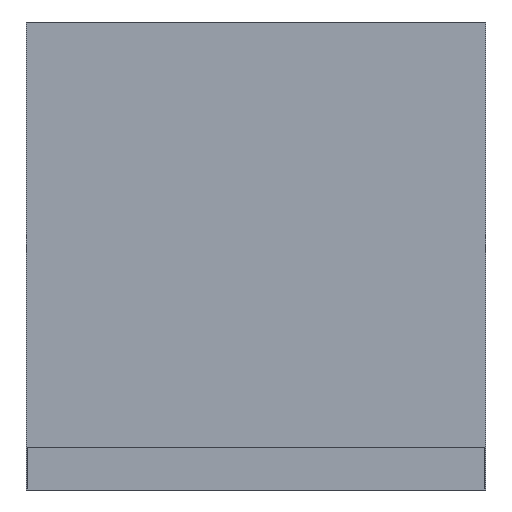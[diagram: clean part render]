
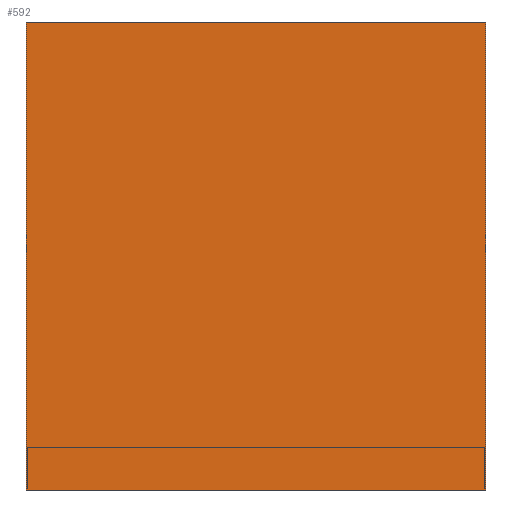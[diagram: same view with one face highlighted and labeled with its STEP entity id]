
A CAD part, left-side view. The second image highlights one B-rep face of the part: STEP entity #592.
In plain terms, the highlighted planar face has unit normal (-1, 0, 0).
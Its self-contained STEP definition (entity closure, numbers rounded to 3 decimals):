
#32 = PLANE ( 'NONE',  #232 ) ;
#70 = LINE ( 'NONE', #569, #791 ) ;
#92 = DIRECTION ( 'NONE',  ( -1., 0., 0. ) ) ;
#119 = VERTEX_POINT ( 'NONE', #229 ) ;
#120 = CARTESIAN_POINT ( 'NONE',  ( -540., 540., 0. ) ) ;
#136 = DIRECTION ( 'NONE',  ( 0., 0., 1. ) ) ;
#140 = VERTEX_POINT ( 'NONE', #665 ) ;
#192 = VERTEX_POINT ( 'NONE', #482 ) ;
#211 = LINE ( 'NONE', #765, #701 ) ;
#229 = CARTESIAN_POINT ( 'NONE',  ( -540., 540., 0. ) ) ;
#232 = AXIS2_PLACEMENT_3D ( 'NONE', #768, #92, #264 ) ;
#253 = VERTEX_POINT ( 'NONE', #291 ) ;
#264 = DIRECTION ( 'NONE',  ( 0., -1., 0. ) ) ;
#267 = EDGE_LOOP ( 'NONE', ( #700, #787, #642, #534 ) ) ;
#291 = CARTESIAN_POINT ( 'NONE',  ( -540., -540., -1100. ) ) ;
#323 = EDGE_CURVE ( 'NONE', #119, #140, #549, .T. ) ;
#391 = FACE_OUTER_BOUND ( 'NONE', #267, .T. ) ;
#437 = VECTOR ( 'NONE', #136, 1000. ) ;
#445 = CARTESIAN_POINT ( 'NONE',  ( -540., 540., -1000. ) ) ;
#455 = DIRECTION ( 'NONE',  ( 0., 1., 0. ) ) ;
#462 = VECTOR ( 'NONE', #739, 1000. ) ;
#464 = EDGE_CURVE ( 'NONE', #192, #119, #570, .T. ) ;
#482 = CARTESIAN_POINT ( 'NONE',  ( -540., 540., -1100. ) ) ;
#534 = ORIENTED_EDGE ( 'NONE', *, *, #548, .T. ) ;
#548 = EDGE_CURVE ( 'NONE', #253, #140, #70, .T. ) ;
#549 = LINE ( 'NONE', #120, #462 ) ;
#569 = CARTESIAN_POINT ( 'NONE',  ( -540., -540., -1000. ) ) ;
#570 = LINE ( 'NONE', #445, #437 ) ;
#572 = EDGE_CURVE ( 'NONE', #253, #192, #211, .T. ) ;
#573 = DIRECTION ( 'NONE',  ( 0., 0., 1. ) ) ;
#592 = ADVANCED_FACE ( 'NONE', ( #391 ), #32, .T. ) ;
#642 = ORIENTED_EDGE ( 'NONE', *, *, #572, .F. ) ;
#665 = CARTESIAN_POINT ( 'NONE',  ( -540., -540., 0. ) ) ;
#700 = ORIENTED_EDGE ( 'NONE', *, *, #323, .F. ) ;
#701 = VECTOR ( 'NONE', #455, 1000. ) ;
#739 = DIRECTION ( 'NONE',  ( 0., -1., 0. ) ) ;
#765 = CARTESIAN_POINT ( 'NONE',  ( -540., -540., -1100. ) ) ;
#768 = CARTESIAN_POINT ( 'NONE',  ( -540., 540., -1000. ) ) ;
#787 = ORIENTED_EDGE ( 'NONE', *, *, #464, .F. ) ;
#791 = VECTOR ( 'NONE', #573, 1000. ) ;
